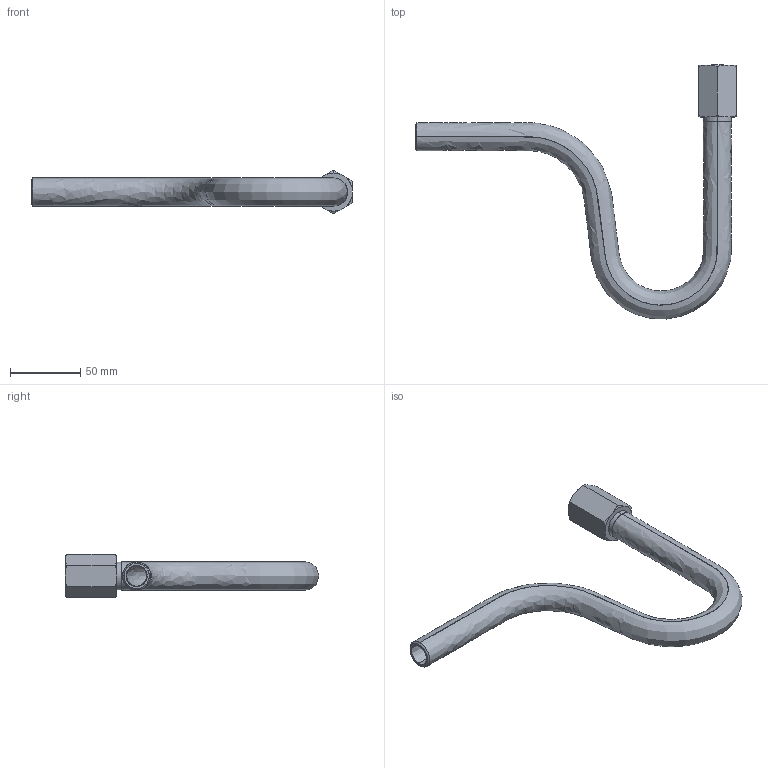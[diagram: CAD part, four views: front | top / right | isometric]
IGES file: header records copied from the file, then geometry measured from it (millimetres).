
Start section: SolidWorks IGES file using analytic representation for surfaces
Global section: file name: Smycka konden. zahnuta typ.B.IGS; native system: SolidWorks 2012; preprocessor: SolidWorks 2012; author: cerny; date: 130220.122243; units: millimetre
Bounding box: 228.5 x 180.86 x 31.18 mm (x, y, z)
Surface area: 53805.8 mm2 (no closed solid volume)
Topology: 0 solids, 0 shells, 40 faces, 690 edges, 690 vertices
Faces by surface type: revolution 22, bspline 18
